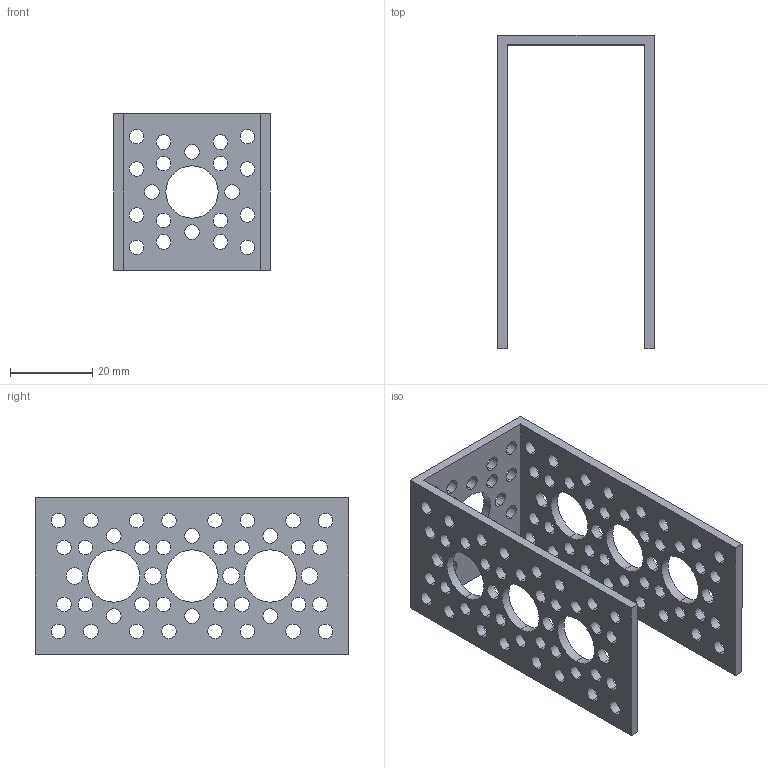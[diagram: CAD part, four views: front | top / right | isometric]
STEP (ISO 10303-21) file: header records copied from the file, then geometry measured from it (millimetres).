
FILE_DESCRIPTION (( 'STEP AP203' ), '1' );
FILE_NAME ('585484.STEP', '2019-07-15T18:55:18', ( '' ), ( '' ), 'SwSTEP 2.0', 'SolidWorks 2016', '' );
FILE_SCHEMA (( 'CONFIG_CONTROL_DESIGN' ));
Length unit declared in the file: inch
Products named in the file (1): 585484
Bounding box: 38.1 x 76.2 x 38.1 mm (x, y, z)
Volume: 11740.5 mm3; surface area: 14621.5 mm2
Topology: 1 solids, 1 shells, 232 faces, 690 edges, 460 vertices
Faces by surface type: cylinder 222, plane 10
Entity records: 8581 total; most frequent: DIRECTION 1600, CARTESIAN_POINT 1383, ORIENTED_EDGE 1380, EDGE_CURVE 690, AXIS2_PLACEMENT_3D 677, VERTEX_POINT 460, EDGE_LOOP 454, CIRCLE 444
